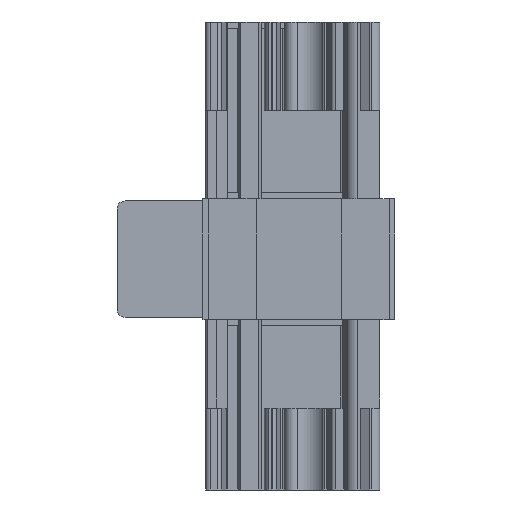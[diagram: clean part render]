
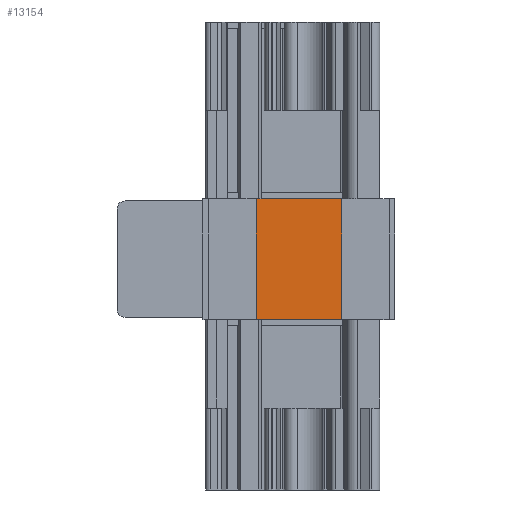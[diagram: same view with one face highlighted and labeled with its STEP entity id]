
A CAD part, front view. The second image highlights one B-rep face of the part: STEP entity #13154.
In plain terms, the highlighted planar face has unit normal (0, -1, 0).
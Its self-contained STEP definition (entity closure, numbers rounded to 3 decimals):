
#774=ORIENTED_EDGE('',*,*,#3365,.T.);
#775=ORIENTED_EDGE('',*,*,#3368,.F.);
#776=ORIENTED_EDGE('',*,*,#3347,.F.);
#777=ORIENTED_EDGE('',*,*,#3369,.T.);
#3347=EDGE_CURVE('',#4658,#4659,#5607,.T.);
#3365=EDGE_CURVE('',#4674,#4675,#5625,.T.);
#3368=EDGE_CURVE('',#4659,#4675,#5628,.T.);
#3369=EDGE_CURVE('',#4658,#4674,#5629,.T.);
#4658=VERTEX_POINT('',#17496);
#4659=VERTEX_POINT('',#17498);
#4674=VERTEX_POINT('',#17536);
#4675=VERTEX_POINT('',#17537);
#5607=LINE('',#17497,#6806);
#5625=LINE('',#17535,#6824);
#5628=LINE('',#17541,#6827);
#5629=LINE('',#17542,#6828);
#6806=VECTOR('',#14838,1000.);
#6824=VECTOR('',#14866,1000.);
#6827=VECTOR('',#14871,1000.);
#6828=VECTOR('',#14872,1000.);
#7922=EDGE_LOOP('',(#774,#775,#776,#777));
#8496=FACE_BOUND('',#7922,.T.);
#9028=PLANE('',#13721);
#13154=ADVANCED_FACE('',(#8496),#9028,.T.);
#13721=AXIS2_PLACEMENT_3D('',#17540,#14869,#14870);
#14838=DIRECTION('',(0.,0.,-1.));
#14866=DIRECTION('',(0.,0.,-1.));
#14869=DIRECTION('',(0.,-1.,0.));
#14870=DIRECTION('',(-1.,0.,0.));
#14871=DIRECTION('',(-1.,0.,0.));
#14872=DIRECTION('',(-1.,0.,0.));
#17496=CARTESIAN_POINT('',(14.75,-24.321,-46.96));
#17497=CARTESIAN_POINT('',(14.75,-24.321,-17.833));
#17498=CARTESIAN_POINT('',(14.75,-24.321,-76.512));
#17535=CARTESIAN_POINT('',(-15.25,-24.321,-17.833));
#17536=CARTESIAN_POINT('',(-15.25,-24.321,-46.96));
#17537=CARTESIAN_POINT('',(-15.25,-24.321,-76.512));
#17540=CARTESIAN_POINT('',(14.75,-24.321,-17.833));
#17541=CARTESIAN_POINT('',(14.75,-24.321,-76.512));
#17542=CARTESIAN_POINT('',(14.75,-24.321,-46.96));
